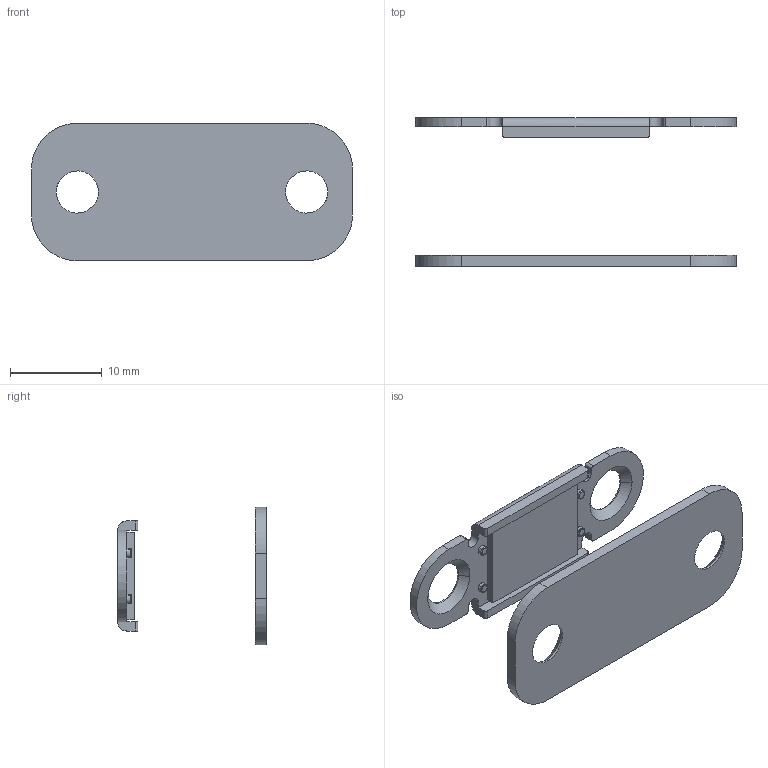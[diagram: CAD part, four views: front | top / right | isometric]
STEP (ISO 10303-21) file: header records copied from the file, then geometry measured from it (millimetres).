
FILE_DESCRIPTION((''),'2;1');
FILE_NAME('','2011-05-26T16:23:42',(''),(''),'','CADfix','');
FILE_SCHEMA(('AUTOMOTIVE_DESIGN { 1 0 10303 214 1 1 1 1 }'));
Length unit declared in the file: millimetre
Bounding box: 35 x 16.2 x 15 mm (x, y, z)
Volume: 981.8 mm3; surface area: 1933.8 mm2
Topology: 2 solids, 2 shells, 99 faces, 314 edges, 228 vertices
Faces by surface type: bspline 99
Entity records: 3869 total; most frequent: CARTESIAN_POINT 2154, ORIENTED_EDGE 628, EDGE_CURVE 314, VERTEX_POINT 228, QUASI_UNIFORM_CURVE 130, EDGE_LOOP 116, FACE_OUTER_BOUND 99, ADVANCED_FACE 99
